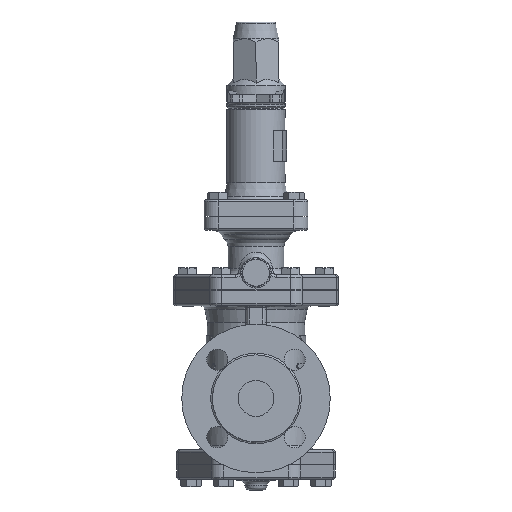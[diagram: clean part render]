
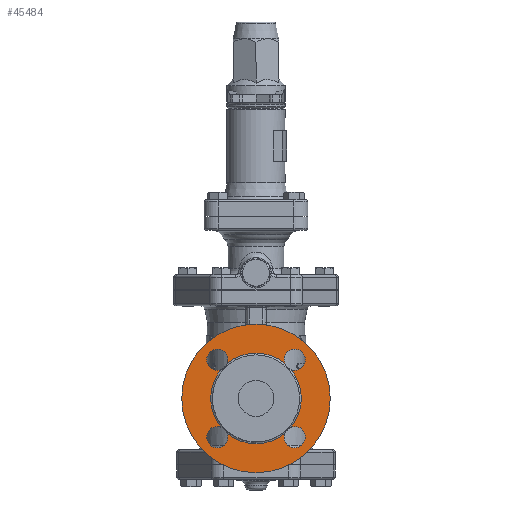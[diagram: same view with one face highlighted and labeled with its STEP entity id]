
A CAD part, left-side view. The second image highlights one B-rep face of the part: STEP entity #45484.
In plain terms, the highlighted planar face has unit normal (-1, 0, 0).
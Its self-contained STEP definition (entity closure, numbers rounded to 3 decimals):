
#45232=CARTESIAN_POINT('',(-108.4,-25.714,90.419));
#45233=VERTEX_POINT('',#45232);
#45234=CARTESIAN_POINT('',(-108.4,-31.419,84.714));
#45235=VERTEX_POINT('',#45234);
#45264=CARTESIAN_POINT('',(-108.4,25.714,90.419));
#45265=VERTEX_POINT('',#45264);
#45266=CARTESIAN_POINT('',(-108.4,0.0,59.0));
#45267=DIRECTION('',(-1.0,0.0,0.0));
#45268=DIRECTION('',(0.0,0.0,-1.0));
#45269=AXIS2_PLACEMENT_3D('',#45266,#45267,#45268);
#45270=CIRCLE('',#45269,40.6);
#45271=EDGE_CURVE('',#45233,#45265,#45270,.T.);
#45273=CARTESIAN_POINT('',(-108.4,31.419,84.714));
#45274=VERTEX_POINT('',#45273);
#45303=CARTESIAN_POINT('',(-108.4,31.419,33.286));
#45304=VERTEX_POINT('',#45303);
#45305=CARTESIAN_POINT('',(-108.4,0.0,59.0));
#45306=DIRECTION('',(-1.0,0.0,0.0));
#45307=DIRECTION('',(0.0,0.0,-1.0));
#45308=AXIS2_PLACEMENT_3D('',#45305,#45306,#45307);
#45309=CIRCLE('',#45308,40.6);
#45310=EDGE_CURVE('',#45274,#45304,#45309,.T.);
#45312=CARTESIAN_POINT('',(-108.4,25.714,27.581));
#45313=VERTEX_POINT('',#45312);
#45342=CARTESIAN_POINT('',(-108.4,-25.714,27.581));
#45343=VERTEX_POINT('',#45342);
#45344=CARTESIAN_POINT('',(-108.4,0.0,59.0));
#45345=DIRECTION('',(-1.0,0.0,0.0));
#45346=DIRECTION('',(0.0,0.0,-1.0));
#45347=AXIS2_PLACEMENT_3D('',#45344,#45345,#45346);
#45348=CIRCLE('',#45347,40.6);
#45349=EDGE_CURVE('',#45313,#45343,#45348,.T.);
#45351=CARTESIAN_POINT('',(-108.4,-31.419,33.286));
#45352=VERTEX_POINT('',#45351);
#45381=CARTESIAN_POINT('',(-108.4,0.0,59.0));
#45382=DIRECTION('',(-1.0,0.0,0.0));
#45383=DIRECTION('',(0.0,0.0,-1.0));
#45384=AXIS2_PLACEMENT_3D('',#45381,#45382,#45383);
#45385=CIRCLE('',#45384,40.6);
#45386=EDGE_CURVE('',#45352,#45235,#45385,.T.);
#45427=CARTESIAN_POINT('',(-108.4,0.,125.5));
#45428=VERTEX_POINT('',#45427);
#45429=CARTESIAN_POINT('',(-108.4,0.0,59.0));
#45430=DIRECTION('',(1.0,0.0,0.0));
#45431=DIRECTION('',(0.0,0.0,-1.0));
#45432=AXIS2_PLACEMENT_3D('',#45429,#45430,#45431);
#45433=CIRCLE('',#45432,66.5);
#45434=EDGE_CURVE('',#45428,#45428,#45433,.T.);
#45442=CARTESIAN_POINT('',(-108.4,0.0,59.0));
#45443=DIRECTION('',(1.0,0.0,0.0));
#45444=DIRECTION('',(0.0,0.0,-1.0));
#45445=AXIS2_PLACEMENT_3D('',#45442,#45443,#45444);
#45446=PLANE('',#45445);
#45447=ORIENTED_EDGE('',*,*,#45434,.F.);
#45448=EDGE_LOOP('',(#45447));
#45449=FACE_OUTER_BOUND('',#45448,.T.);
#45450=ORIENTED_EDGE('',*,*,#45386,.F.);
#45451=CARTESIAN_POINT('',(-108.4,-34.648,24.352));
#45452=DIRECTION('',(-1.0,0.0,0.0));
#45453=DIRECTION('',(0.0,-1.0,0.0));
#45454=AXIS2_PLACEMENT_3D('',#45451,#45452,#45453);
#45455=CIRCLE('',#45454,9.5);
#45456=EDGE_CURVE('',#45343,#45352,#45455,.T.);
#45457=ORIENTED_EDGE('',*,*,#45456,.F.);
#45458=ORIENTED_EDGE('',*,*,#45349,.F.);
#45459=CARTESIAN_POINT('',(-108.4,34.648,24.352));
#45460=DIRECTION('',(-1.0,0.0,0.0));
#45461=DIRECTION('',(0.0,0.0,-1.0));
#45462=AXIS2_PLACEMENT_3D('',#45459,#45460,#45461);
#45463=CIRCLE('',#45462,9.5);
#45464=EDGE_CURVE('',#45304,#45313,#45463,.T.);
#45465=ORIENTED_EDGE('',*,*,#45464,.F.);
#45466=ORIENTED_EDGE('',*,*,#45310,.F.);
#45467=CARTESIAN_POINT('',(-108.4,34.648,93.648));
#45468=DIRECTION('',(-1.0,0.0,0.0));
#45469=DIRECTION('',(0.0,1.0,0.0));
#45470=AXIS2_PLACEMENT_3D('',#45467,#45468,#45469);
#45471=CIRCLE('',#45470,9.5);
#45472=EDGE_CURVE('',#45265,#45274,#45471,.T.);
#45473=ORIENTED_EDGE('',*,*,#45472,.F.);
#45474=ORIENTED_EDGE('',*,*,#45271,.F.);
#45475=CARTESIAN_POINT('',(-108.4,-34.648,93.648));
#45476=DIRECTION('',(-1.0,0.0,0.0));
#45477=DIRECTION('',(0.0,0.0,1.0));
#45478=AXIS2_PLACEMENT_3D('',#45475,#45476,#45477);
#45479=CIRCLE('',#45478,9.5);
#45480=EDGE_CURVE('',#45235,#45233,#45479,.T.);
#45481=ORIENTED_EDGE('',*,*,#45480,.F.);
#45482=EDGE_LOOP('',(#45450,#45457,#45458,#45465,#45466,#45473,#45474,#45481));
#45483=FACE_BOUND('',#45482,.T.);
#45484=ADVANCED_FACE('',(#45449,#45483),#45446,.F.);
